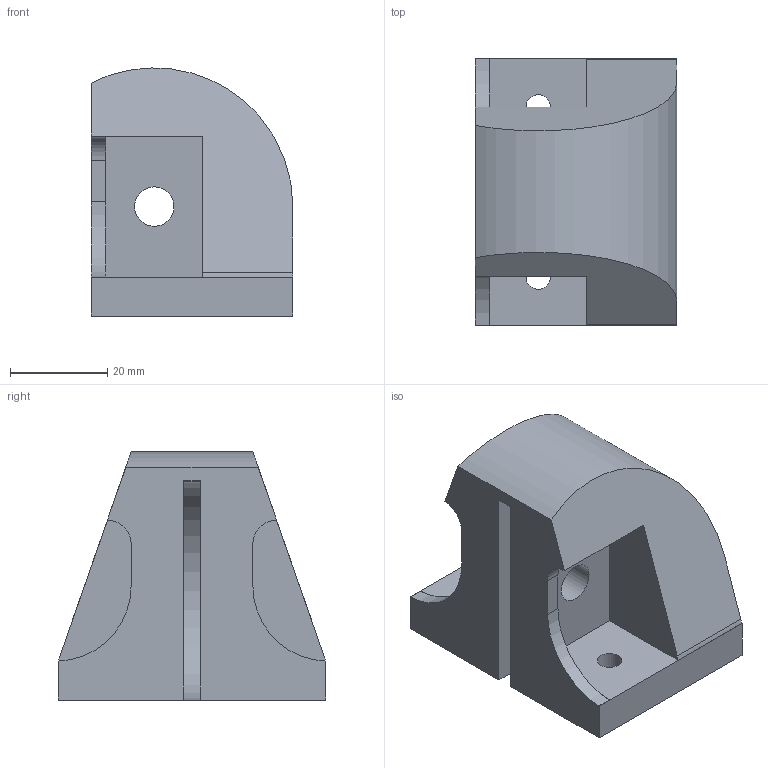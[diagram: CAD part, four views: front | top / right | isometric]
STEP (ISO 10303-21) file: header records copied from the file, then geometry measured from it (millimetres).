
FILE_DESCRIPTION(/* description */ (''),/* implementation_level */ '2;1');
FILE_NAME(/* name */ 'SLIDER_MOUNT_TYPE_1.step',/* time_stamp */ '2025-12-06T20:05:02+05:30',/* author */ (''),/* organization */ (''),/* preprocessor_version */ 'ST-DEVELOPER v20.1',/* originating_system */ 'Autodesk Translation Framework v14.21.0.0',/* authorisation */ '');
FILE_SCHEMA (('AUTOMOTIVE_DESIGN { 1 0 10303 214 3 1 1 }'));
Length unit declared in the file: millimetre
Products named in the file (1): MOUNT2_FINAL
Bounding box: 41.5 x 55 x 50.99 mm (x, y, z)
Volume: 59964.3 mm3; surface area: 16468.7 mm2
Topology: 1 solids, 1 shells, 37 faces, 103 edges, 68 vertices
Faces by surface type: plane 23, cylinder 14
Full cylindrical faces by diameter (mm): 5 x2, 8.1 x2
Entity records: 1238 total; most frequent: CARTESIAN_POINT 209, DIRECTION 207, ORIENTED_EDGE 206, EDGE_CURVE 103, LINE 75, VECTOR 75, VERTEX_POINT 68, AXIS2_PLACEMENT_3D 66
